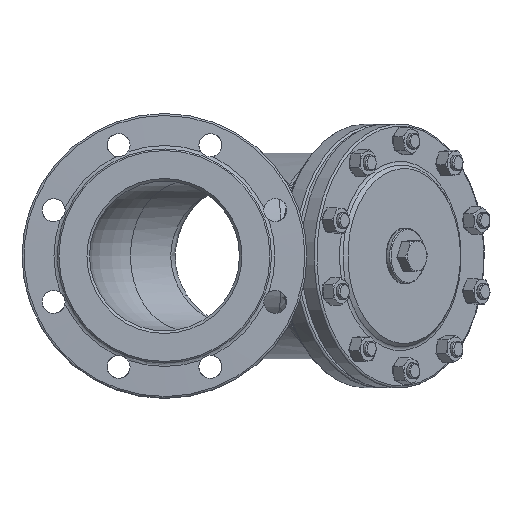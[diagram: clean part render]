
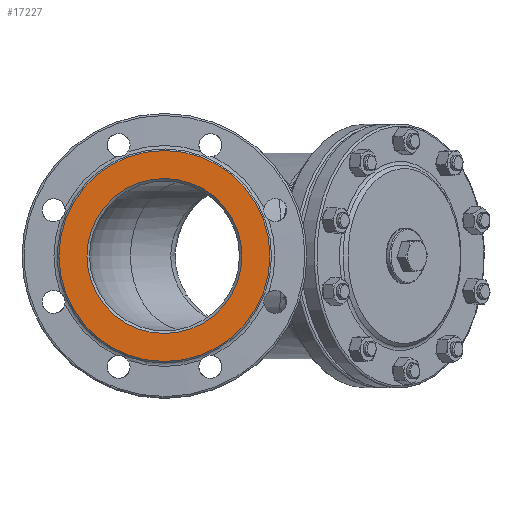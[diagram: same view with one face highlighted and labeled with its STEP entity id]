
A CAD part, left-side view. The second image highlights one B-rep face of the part: STEP entity #17227.
In plain terms, the highlighted planar face has unit normal (-1, 0, 0).
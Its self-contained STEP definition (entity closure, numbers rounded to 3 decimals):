
#579=PLANE('',#18449);
#948=FACE_BOUND('',#4111,.T.);
#1443=CIRCLE('',#18313,77.5);
#1458=CIRCLE('',#18363,105.5);
#2799=FACE_OUTER_BOUND('',#4110,.T.);
#4110=EDGE_LOOP('',(#14288));
#4111=EDGE_LOOP('',(#14289));
#8199=VERTEX_POINT('',#34302);
#8287=VERTEX_POINT('',#37015);
#10278=EDGE_CURVE('',#8199,#8199,#1443,.T.);
#10368=EDGE_CURVE('',#8287,#8287,#1458,.T.);
#14288=ORIENTED_EDGE('',*,*,#10368,.F.);
#14289=ORIENTED_EDGE('',*,*,#10278,.T.);
#17227=ADVANCED_FACE('',(#2799,#948),#579,.F.);
#18313=AXIS2_PLACEMENT_3D('',#34303,#20920,#20921);
#18363=AXIS2_PLACEMENT_3D('',#37016,#21020,#21021);
#18449=AXIS2_PLACEMENT_3D('',#39412,#21198,#21199);
#20920=DIRECTION('center_axis',(1.,0.,0.));
#20921=DIRECTION('ref_axis',(0.,0.,
1.));
#21020=DIRECTION('center_axis',(1.,0.,0.));
#21021=DIRECTION('ref_axis',(0.,0.,
1.));
#21198=DIRECTION('center_axis',(1.,0.,0.));
#21199=DIRECTION('ref_axis',(0.,0.,
1.));
#34302=CARTESIAN_POINT('',(0.,-77.5,0.));
#34303=CARTESIAN_POINT('Origin',(0.,0.,0.));
#37015=CARTESIAN_POINT('',(0.,0.,-105.5));
#37016=CARTESIAN_POINT('Origin',(0.,0.,0.));
#39412=CARTESIAN_POINT('Origin',(0.,0.,0.));
